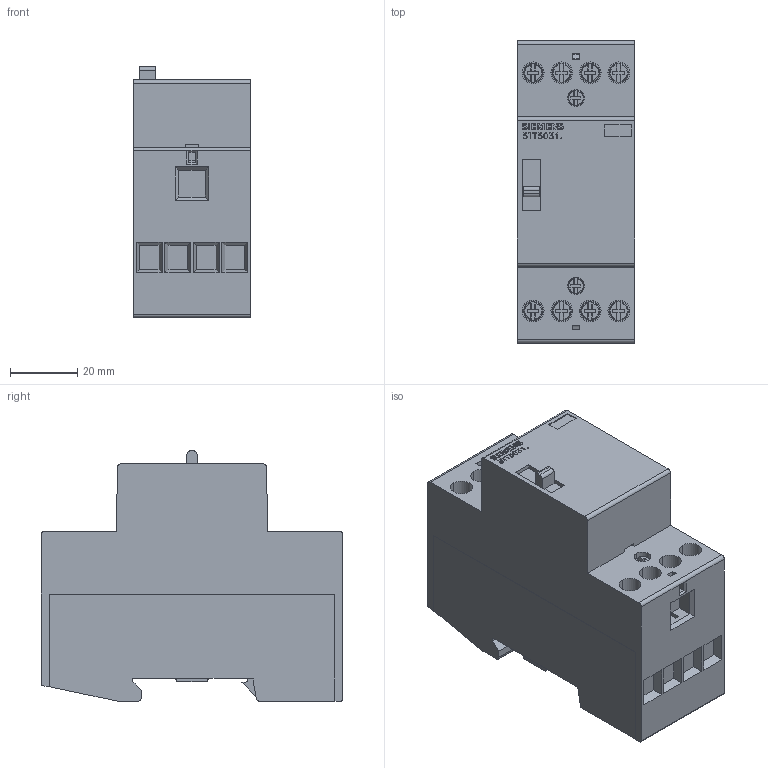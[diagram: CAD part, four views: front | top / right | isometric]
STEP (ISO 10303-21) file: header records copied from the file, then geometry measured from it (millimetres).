
FILE_DESCRIPTION(('STEP AP214'),'1');
FILE_NAME('cctmp_209C38F0-157A-469D-83A5-AD0079D7124F_2023_07_22_08_48_36_0091..stp','2023-07-22T06:48:36',('SIEMENS A&D'),('CADClick - www.CADClick.com'),'Spatial InterOp 3D postprocessed',' ','unknown authorization');
FILE_SCHEMA(('AUTOMOTIVE_DESIGN'));
Length unit declared in the file: millimetre
Products named in the file (4): cc_unnamed; 2023_07_22_08_48_36_0049; 2023_07_22_08_48_36_0045; 2023_07_22_08_48_36_0042
Assembly tree (3 placements, depth 2):
  cc_unnamed
    2023_07_22_08_48_36_0049
    2023_07_22_08_48_36_0045
    2023_07_22_08_48_36_0042
Bounding box: 35 x 90 x 74.6 mm (x, y, z)
Volume: 172575.4 mm3; surface area: 29081.5 mm2
Topology: 3 solids, 14 shells, 806 faces, 2107 edges, 1390 vertices
Faces by surface type: plane 650, cylinder 96, torus 40, cone 20
Entity records: 41411 total; most frequent: CARTESIAN_POINT 4791, STYLED_ITEM 4306, PRESENTATION_STYLE_ASSIGNMENT 4306, ORIENTED_EDGE 4214, DIRECTION 4027, EDGE_CURVE 2107, CURVE_STYLE 2107, DRAUGHTING_PRE_DEFINED_CURVE_FONT 2107
